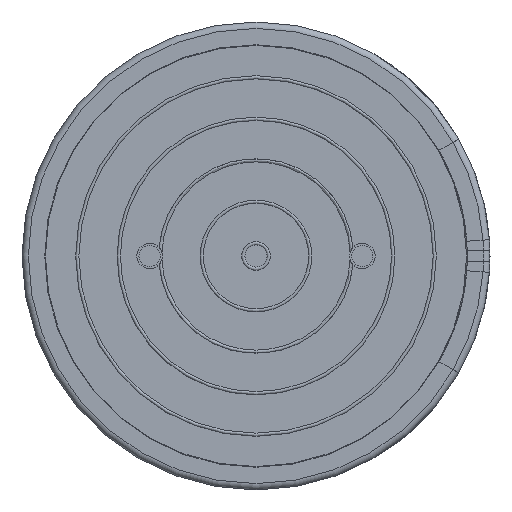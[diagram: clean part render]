
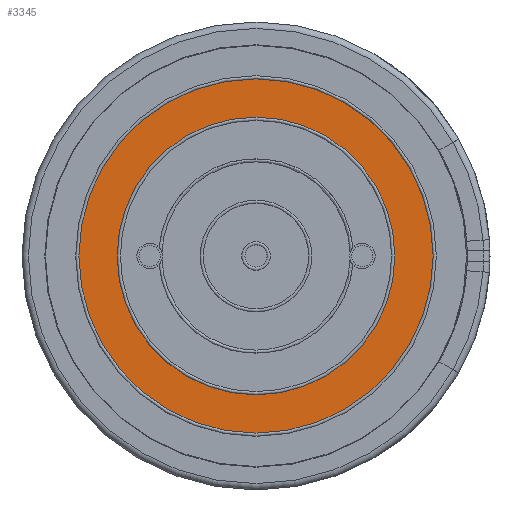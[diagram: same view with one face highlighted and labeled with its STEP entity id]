
A CAD part, front view. The second image highlights one B-rep face of the part: STEP entity #3345.
In plain terms, the highlighted planar face has unit normal (0, -1, 0).
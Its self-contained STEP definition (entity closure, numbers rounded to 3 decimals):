
#47=FACE_BOUND('',#520,.T.);
#239=PLANE('',#3725);
#364=FACE_OUTER_BOUND('',#519,.T.);
#519=EDGE_LOOP('',(#3000,#3001));
#520=EDGE_LOOP('',(#3002,#3003));
#1040=CIRCLE('',#3693,8.325);
#1041=CIRCLE('',#3694,8.325);
#1053=CIRCLE('',#3710,6.525);
#1054=CIRCLE('',#3711,6.525);
#1467=VERTEX_POINT('',#6656);
#1468=VERTEX_POINT('',#6657);
#1479=VERTEX_POINT('',#6688);
#1480=VERTEX_POINT('',#6689);
#1974=EDGE_CURVE('',#1467,#1468,#1040,.T.);
#1975=EDGE_CURVE('',#1468,#1467,#1041,.T.);
#1990=EDGE_CURVE('',#1479,#1480,#1053,.T.);
#1991=EDGE_CURVE('',#1480,#1479,#1054,.T.);
#3000=ORIENTED_EDGE('',*,*,#1974,.T.);
#3001=ORIENTED_EDGE('',*,*,#1975,.T.);
#3002=ORIENTED_EDGE('',*,*,#1990,.T.);
#3003=ORIENTED_EDGE('',*,*,#1991,.T.);
#3345=ADVANCED_FACE('',(#364,#47),#239,.T.);
#3693=AXIS2_PLACEMENT_3D('',#6658,#4510,#4511);
#3694=AXIS2_PLACEMENT_3D('',#6659,#4512,#4513);
#3710=AXIS2_PLACEMENT_3D('',#6690,#4547,#4548);
#3711=AXIS2_PLACEMENT_3D('',#6691,#4549,#4550);
#3725=AXIS2_PLACEMENT_3D('',#6715,#4579,#4580);
#4510=DIRECTION('center_axis',(0.,-1.,0.));
#4511=DIRECTION('ref_axis',(-1.,0.,0.));
#4512=DIRECTION('center_axis',(0.,-1.,0.));
#4513=DIRECTION('ref_axis',(-1.,0.,0.));
#4547=DIRECTION('center_axis',(0.,1.,0.));
#4548=DIRECTION('ref_axis',(-1.,0.,0.));
#4549=DIRECTION('center_axis',(0.,1.,0.));
#4550=DIRECTION('ref_axis',(-1.,0.,0.));
#4579=DIRECTION('center_axis',(0.,-1.,0.));
#4580=DIRECTION('ref_axis',(0.,0.,-1.));
#6656=CARTESIAN_POINT('',(-8.325,0.1,0.));
#6657=CARTESIAN_POINT('',(8.325,0.1,0.));
#6658=CARTESIAN_POINT('Origin',(0.,0.1,0.));
#6659=CARTESIAN_POINT('Origin',(0.,0.1,0.));
#6688=CARTESIAN_POINT('',(-6.525,0.1,0.));
#6689=CARTESIAN_POINT('',(6.525,0.1,0.));
#6690=CARTESIAN_POINT('Origin',(0.,0.1,0.));
#6691=CARTESIAN_POINT('Origin',(0.,0.1,0.));
#6715=CARTESIAN_POINT('Origin',(0.,0.1,0.));
